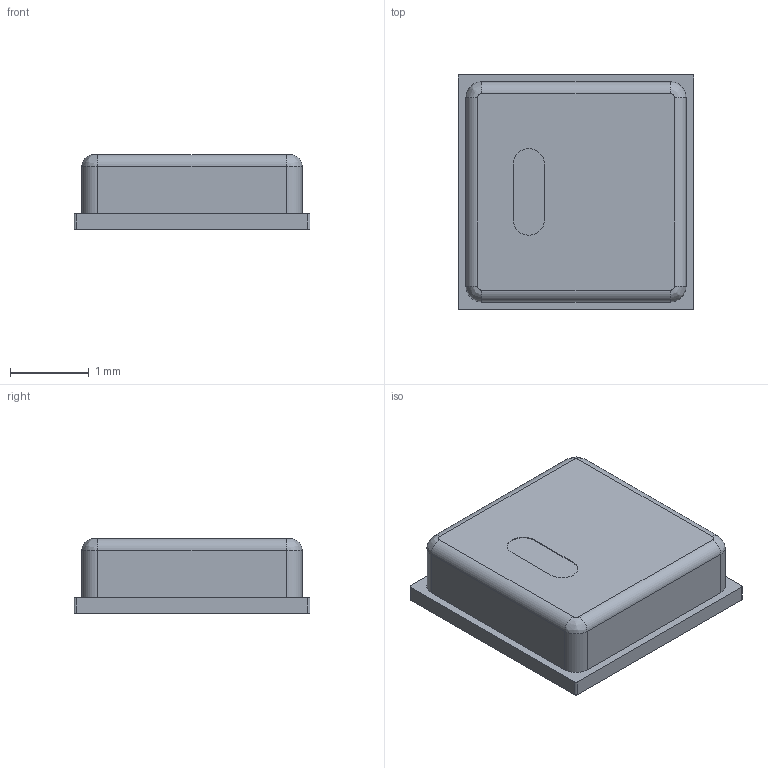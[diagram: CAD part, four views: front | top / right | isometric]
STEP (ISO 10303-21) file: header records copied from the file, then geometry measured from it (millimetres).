
FILE_DESCRIPTION(/* description */ (''),/* implementation_level */ '2;1');
FILE_NAME(/* name */ 'AHT20.stp',/* time_stamp */ '2020-07-23T19:00:57+02:00',/* author */ ('franc'),/* organization */ (''),/* preprocessor_version */ 'ST-DEVELOPER v18',/* originating_system */ 'Autodesk Inventor 2020',/* authorisation */ '');
FILE_SCHEMA (('AUTOMOTIVE_DESIGN { 1 0 10303 214 3 1 1 }'));
Length unit declared in the file: millimetre
Products named in the file (2): DFN-6 3x3; Part 1
Assembly tree (1 placements, depth 2):
  DFN-6 3x3
    Part 1
Bounding box: 3 x 3 x 0.95 mm (x, y, z)
Volume: 7.6 mm3; surface area: 27.9 mm2
Topology: 1 solids, 1 shells, 32 faces, 76 edges, 48 vertices
Faces by surface type: cylinder 14, plane 14, bspline 4
Entity records: 1051 total; most frequent: CARTESIAN_POINT 191, DIRECTION 170, ORIENTED_EDGE 152, EDGE_CURVE 76, AXIS2_PLACEMENT_3D 63, VERTEX_POINT 48, LINE 44, VECTOR 44
